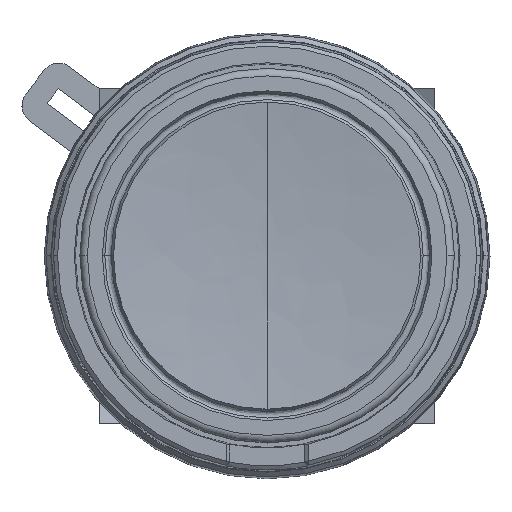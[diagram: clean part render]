
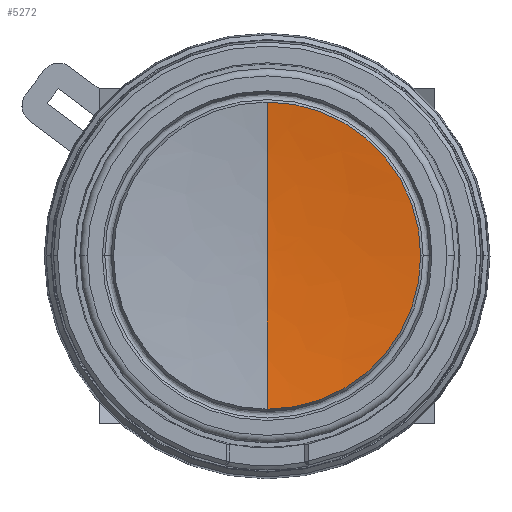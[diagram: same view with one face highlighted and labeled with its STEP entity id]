
A CAD part, top view. The second image highlights one B-rep face of the part: STEP entity #5272.
In plain terms, the highlighted free-form (B-spline) face has degree [3, 3] with [4, 4] control points.
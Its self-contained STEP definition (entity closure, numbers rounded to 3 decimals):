
#342 = AXIS2_PLACEMENT_3D ( 'NONE', #2116, #4689, #7307 ) ;
#368 = CIRCLE ( 'NONE', #5071, 8.2 ) ;
#394 = CARTESIAN_POINT ( 'NONE',  ( 0., 0., 11.6 ) ) ;
#559 = CARTESIAN_POINT ( 'NONE',  ( 0., 2.74, 11.15 ) ) ;
#967 = ORIENTED_EDGE ( 'NONE', *, *, #7576, .T. ) ;
#1177 = CARTESIAN_POINT ( 'NONE',  ( 10.953, 5.476, 11.3 ) ) ;
#1276 = DIRECTION ( 'NONE',  ( 0., 0., 1. ) ) ;
#1527 = DIRECTION ( 'NONE',  ( 1., 0., 0. ) ) ;
#1803 = CARTESIAN_POINT ( 'NONE',  ( 16.4, -8.2, 11.6 ) ) ;
#2116 = CARTESIAN_POINT ( 'NONE',  ( 0., 0., 86.15 ) ) ;
#2126 = VERTEX_POINT ( 'NONE', #2714 ) ;
#2382 = ORIENTED_EDGE ( 'NONE', *, *, #2525, .F. ) ;
#2390 = CIRCLE ( 'NONE', #7137, 8.2 ) ;
#2466 = EDGE_CURVE ( 'NONE', #7982, #7596, #3942, .T. ) ;
#2473 = CARTESIAN_POINT ( 'NONE',  ( 0., 0., 11.15 ) ) ;
#2525 = EDGE_CURVE ( 'NONE', #2126, #7596, #8317, .T. ) ;
#2660 = VERTEX_POINT ( 'NONE', #5423 ) ;
#2714 = CARTESIAN_POINT ( 'NONE',  ( 0., -8.2, 11.6 ) ) ;
#3105 = CARTESIAN_POINT ( 'NONE',  ( 5.481, 2.74, 11.15 ) ) ;
#3119 = CARTESIAN_POINT ( 'NONE',  ( 0., 8.2, 11.6 ) ) ;
#3468 = EDGE_LOOP ( 'NONE', ( #2382, #967, #5592, #4632 ) ) ;
#3745 = CARTESIAN_POINT ( 'NONE',  ( 10.953, -5.476, 11.3 ) ) ;
#3840 = DIRECTION ( 'NONE',  ( -1., 0., 0. ) ) ;
#3890 =( BOUNDED_SURFACE ( )  B_SPLINE_SURFACE ( 3, 3, ( 
 ( #5019, #7622, #1803, #4372 ),
 ( #6984, #1177, #3745, #6343 ),
 ( #559, #3105, #5699, #8300 ),
 ( #2473, #5057, #7659, #7879 ) ),
 .UNSPECIFIED., .F., .F., .F. ) 
 B_SPLINE_SURFACE_WITH_KNOTS ( ( 4, 4 ),
 ( 4, 4 ),
 ( 0., 1. ),
 ( 0., 1. ),
 .UNSPECIFIED. ) 
 GEOMETRIC_REPRESENTATION_ITEM ( )  RATIONAL_B_SPLINE_SURFACE ( (
 ( 1., 0.333, 0.333, 1.),
 ( 0.999, 0.333, 0.333, 0.999),
 ( 0.999, 0.333, 0.333, 0.999),
 ( 1., 0.333, 0.333, 1.) ) ) 
 REPRESENTATION_ITEM ( '' )  SURFACE ( )  );
#3942 = CIRCLE ( 'NONE', #342, 75. ) ;
#4092 = DIRECTION ( 'NONE',  ( 0., 0., 1. ) ) ;
#4372 = CARTESIAN_POINT ( 'NONE',  ( 0., -8.2, 11.6 ) ) ;
#4620 = AXIS2_PLACEMENT_3D ( 'NONE', #7345, #1527, #4092 ) ;
#4632 = ORIENTED_EDGE ( 'NONE', *, *, #2466, .T. ) ;
#4689 = DIRECTION ( 'NONE',  ( -1., 0., 0. ) ) ;
#4889 = DIRECTION ( 'NONE',  ( 0., 0., 1. ) ) ;
#5019 = CARTESIAN_POINT ( 'NONE',  ( 0., 8.2, 11.6 ) ) ;
#5057 = CARTESIAN_POINT ( 'NONE',  ( 0., 0., 11.15 ) ) ;
#5071 = AXIS2_PLACEMENT_3D ( 'NONE', #394, #4889, #7494 ) ;
#5195 = EDGE_CURVE ( 'NONE', #2660, #7982, #368, .T. ) ;
#5272 = ADVANCED_FACE ( 'NONE', ( #8263 ), #3890, .T. ) ;
#5423 = CARTESIAN_POINT ( 'NONE',  ( 8.2, 0., 11.6 ) ) ;
#5592 = ORIENTED_EDGE ( 'NONE', *, *, #5195, .T. ) ;
#5699 = CARTESIAN_POINT ( 'NONE',  ( 5.481, -2.74, 11.15 ) ) ;
#5801 = CARTESIAN_POINT ( 'NONE',  ( 0., 0., 11.15 ) ) ;
#6343 = CARTESIAN_POINT ( 'NONE',  ( 0., -5.476, 11.3 ) ) ;
#6984 = CARTESIAN_POINT ( 'NONE',  ( 0., 5.476, 11.3 ) ) ;
#7086 = CARTESIAN_POINT ( 'NONE',  ( 0., 0., 11.6 ) ) ;
#7137 = AXIS2_PLACEMENT_3D ( 'NONE', #7086, #1276, #3840 ) ;
#7307 = DIRECTION ( 'NONE',  ( 0., 0., 1. ) ) ;
#7345 = CARTESIAN_POINT ( 'NONE',  ( 0., 0., 86.15 ) ) ;
#7494 = DIRECTION ( 'NONE',  ( -1., 0., 0. ) ) ;
#7576 = EDGE_CURVE ( 'NONE', #2126, #2660, #2390, .T. ) ;
#7596 = VERTEX_POINT ( 'NONE', #5801 ) ;
#7622 = CARTESIAN_POINT ( 'NONE',  ( 16.4, 8.2, 11.6 ) ) ;
#7659 = CARTESIAN_POINT ( 'NONE',  ( 0., 0., 11.15 ) ) ;
#7879 = CARTESIAN_POINT ( 'NONE',  ( 0., 0., 11.15 ) ) ;
#7982 = VERTEX_POINT ( 'NONE', #3119 ) ;
#8263 = FACE_OUTER_BOUND ( 'NONE', #3468, .T. ) ;
#8300 = CARTESIAN_POINT ( 'NONE',  ( 0., -2.74, 11.15 ) ) ;
#8317 = CIRCLE ( 'NONE', #4620, 75. ) ;
